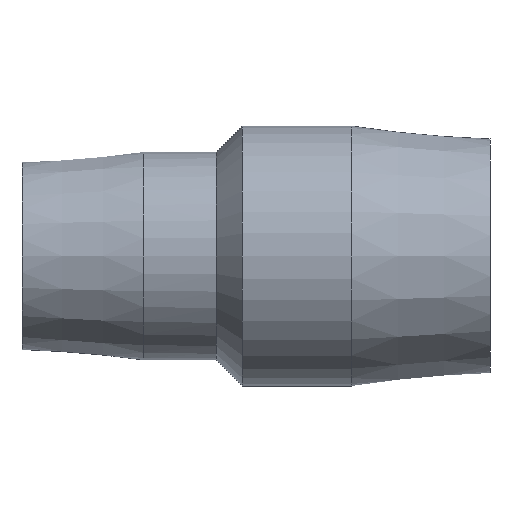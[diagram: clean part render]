
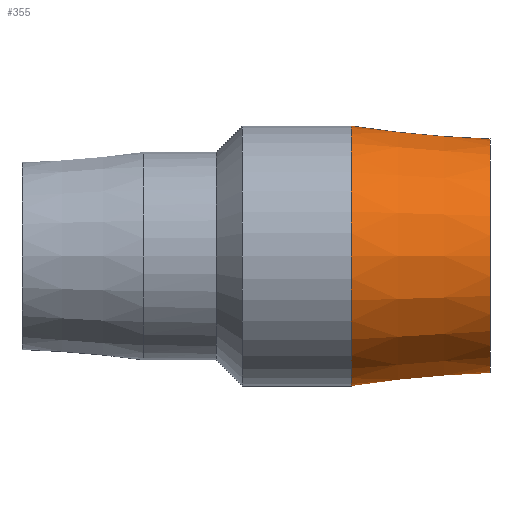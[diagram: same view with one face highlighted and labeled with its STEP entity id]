
A CAD part, front view. The second image highlights one B-rep face of the part: STEP entity #355.
In plain terms, the highlighted conical face has half-angle 5.356 degrees and reference radius 21.375 mm.
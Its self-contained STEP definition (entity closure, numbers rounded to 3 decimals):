
#15=B_SPLINE_CURVE_WITH_KNOTS('',3,(#582,#583,#584,#585,#586,#587,#588,
#589,#590,#591,#592,#593,#594,#595,#596,#597,#598,#599,#600,#601,#602,#603,
#604,#605,#606,#607,#608,#609,#610,#611,#612,#613,#614,#615),
 .UNSPECIFIED.,.T.,.F.,(4,2,2,2,2,2,2,2,2,2,2,2,2,2,2,2,4),(0.,0.349,
0.698,1.051,1.403,1.756,2.108,
2.458,2.807,3.19,3.573,3.945,
4.316,4.688,5.06,5.443,5.826),
 .UNSPECIFIED.);
#23=CONICAL_SURFACE('',#404,21.375,5.356);
#41=FACE_BOUND('',#131,.T.);
#42=FACE_BOUND('',#132,.T.);
#85=FACE_OUTER_BOUND('',#130,.T.);
#130=EDGE_LOOP('',(#292));
#131=EDGE_LOOP('',(#293));
#132=EDGE_LOOP('',(#294));
#177=CIRCLE('',#403,22.5);
#178=CIRCLE('',#405,20.25);
#199=VERTEX_POINT('',#581);
#209=VERTEX_POINT('',#688);
#210=VERTEX_POINT('',#691);
#231=EDGE_CURVE('',#199,#199,#15,.T.);
#243=EDGE_CURVE('',#209,#209,#177,.T.);
#244=EDGE_CURVE('',#210,#210,#178,.T.);
#292=ORIENTED_EDGE('',*,*,#244,.F.);
#293=ORIENTED_EDGE('',*,*,#231,.T.);
#294=ORIENTED_EDGE('',*,*,#243,.T.);
#355=ADVANCED_FACE('',(#85,#41,#42),#23,.T.);
#403=AXIS2_PLACEMENT_3D('',#689,#497,#498);
#404=AXIS2_PLACEMENT_3D('',#690,#499,#500);
#405=AXIS2_PLACEMENT_3D('',#692,#501,#502);
#497=DIRECTION('center_axis',(1.,0.,0.));
#498=DIRECTION('ref_axis',(0.,0.,-1.));
#499=DIRECTION('center_axis',(-1.,0.,0.));
#500=DIRECTION('ref_axis',(0.,1.,0.));
#501=DIRECTION('center_axis',(1.,0.,0.));
#502=DIRECTION('ref_axis',(0.,0.,-1.));
#581=CARTESIAN_POINT('',(28.824,19.073,-9.582));
#582=CARTESIAN_POINT('Ctrl Pts',(28.824,19.073,-9.582));
#583=CARTESIAN_POINT('Ctrl Pts',(29.983,18.976,-9.533));
#584=CARTESIAN_POINT('Ctrl Pts',(31.206,18.997,-9.247));
#585=CARTESIAN_POINT('Ctrl Pts',(33.429,19.24,-8.213));
#586=CARTESIAN_POINT('Ctrl Pts',(34.429,19.453,-7.466));
#587=CARTESIAN_POINT('Ctrl Pts',(36.003,19.864,-5.786));
#588=CARTESIAN_POINT('Ctrl Pts',(36.686,20.091,-4.73));
#589=CARTESIAN_POINT('Ctrl Pts',(37.594,20.412,-2.425));
#590=CARTESIAN_POINT('Ctrl Pts',(37.818,20.501,-1.175));
#591=CARTESIAN_POINT('Ctrl Pts',(37.818,20.501,1.175));
#592=CARTESIAN_POINT('Ctrl Pts',(37.594,20.412,2.425));
#593=CARTESIAN_POINT('Ctrl Pts',(36.686,20.091,4.73));
#594=CARTESIAN_POINT('Ctrl Pts',(36.003,19.864,5.786));
#595=CARTESIAN_POINT('Ctrl Pts',(34.429,19.453,7.466));
#596=CARTESIAN_POINT('Ctrl Pts',(33.429,19.24,8.213));
#597=CARTESIAN_POINT('Ctrl Pts',(31.206,18.997,9.247));
#598=CARTESIAN_POINT('Ctrl Pts',(29.983,18.976,9.533));
#599=CARTESIAN_POINT('Ctrl Pts',(27.552,19.18,9.635));
#600=CARTESIAN_POINT('Ctrl Pts',(26.222,19.437,9.412));
#601=CARTESIAN_POINT('Ctrl Pts',(23.802,20.124,8.444));
#602=CARTESIAN_POINT('Ctrl Pts',(22.71,20.543,7.698));
#603=CARTESIAN_POINT('Ctrl Pts',(21.009,21.268,5.992));
#604=CARTESIAN_POINT('Ctrl Pts',(20.274,21.626,4.922));
#605=CARTESIAN_POINT('Ctrl Pts',(19.286,22.126,2.546));
#606=CARTESIAN_POINT('Ctrl Pts',(19.036,22.262,1.239));
#607=CARTESIAN_POINT('Ctrl Pts',(19.036,22.262,-1.239));
#608=CARTESIAN_POINT('Ctrl Pts',(19.286,22.126,-2.546));
#609=CARTESIAN_POINT('Ctrl Pts',(20.274,21.626,-4.922));
#610=CARTESIAN_POINT('Ctrl Pts',(21.009,21.268,-5.992));
#611=CARTESIAN_POINT('Ctrl Pts',(22.71,20.543,-7.698));
#612=CARTESIAN_POINT('Ctrl Pts',(23.802,20.124,-8.444));
#613=CARTESIAN_POINT('Ctrl Pts',(26.222,19.437,-9.412));
#614=CARTESIAN_POINT('Ctrl Pts',(27.552,19.18,-9.635));
#615=CARTESIAN_POINT('Ctrl Pts',(28.824,19.073,-9.582));
#688=CARTESIAN_POINT('',(16.5,22.5,0.));
#689=CARTESIAN_POINT('Origin',(16.5,0.,0.));
#690=CARTESIAN_POINT('Origin',(28.5,0.,0.));
#691=CARTESIAN_POINT('',(40.5,20.25,0.));
#692=CARTESIAN_POINT('Origin',(40.5,0.,0.));
